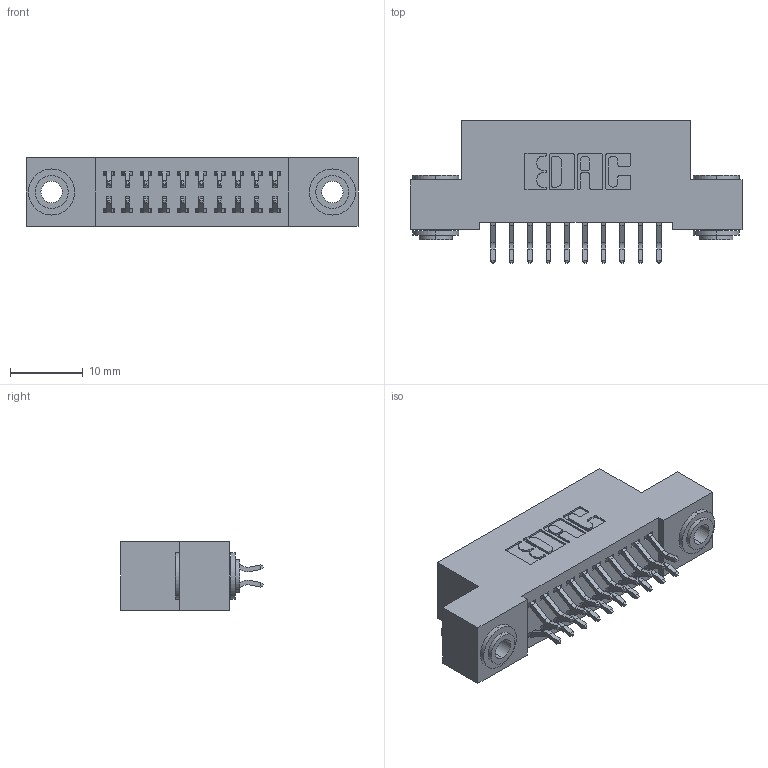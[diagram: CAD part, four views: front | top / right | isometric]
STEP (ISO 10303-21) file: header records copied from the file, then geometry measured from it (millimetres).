
FILE_DESCRIPTION (( 'STEP AP203' ), '1' );
FILE_NAME ('342-020-556-203.STEP', '2019-10-01T21:25:56', ( '' ), ( '' ), 'SwSTEP 2.0', 'SolidWorks 2016', '' );
FILE_SCHEMA (( 'CONFIG_CONTROL_DESIGN' ));
Length unit declared in the file: inch
Products named in the file (4): 342 Part_.156 TH; 345-292-001_556 Tail; 342-250-002_345-250-002-102; 342-020-556-203
Assembly tree (23 placements, depth 2):
  342-020-556-203
    342 Part_.156 TH
    345-292-001_556 Tail  x20
    342-250-002_345-250-002-102  x2
Bounding box: 45.72 x 19.58 x 9.4 mm (x, y, z)
Volume: 3978.8 mm3; surface area: 5882.6 mm2
Topology: 23 solids, 23 shells, 1308 faces, 3835 edges, 2526 vertices
Faces by surface type: plane 876, cylinder 424, cone 8
Entity records: 11310 total; most frequent: CARTESIAN_POINT 1901, ORIENTED_EDGE 1818, DIRECTION 1703, EDGE_CURVE 909, VECTOR 749, LINE 749, VERTEX_POINT 602, AXIS2_PLACEMENT_3D 477
